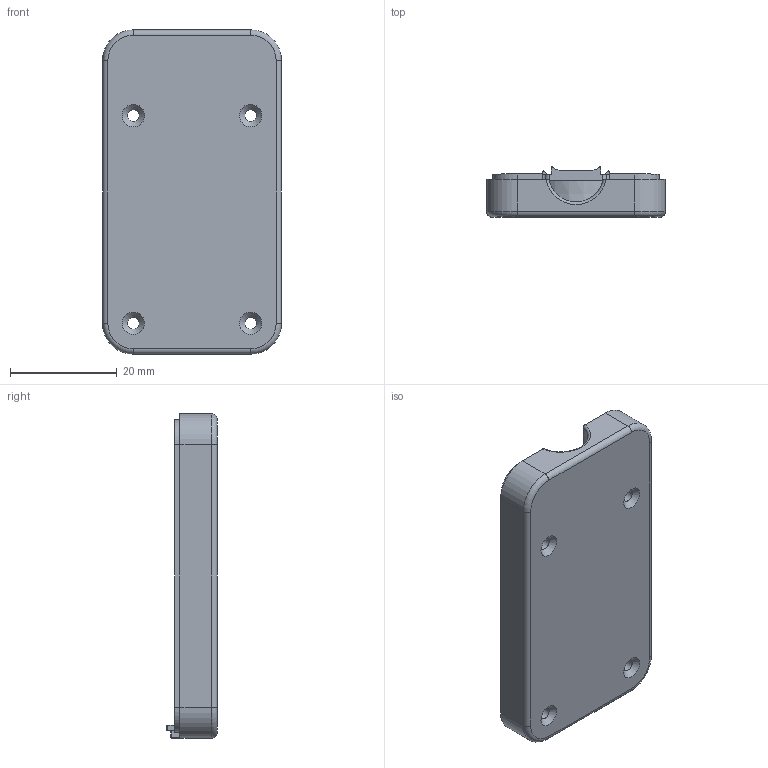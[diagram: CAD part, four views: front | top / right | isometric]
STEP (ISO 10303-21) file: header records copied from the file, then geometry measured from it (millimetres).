
FILE_DESCRIPTION(/* description */ (''),/* implementation_level */ '2;1');
FILE_NAME(/* name */ 'Bottom.step',/* time_stamp */ '2023-01-04T01:33:41-08:00',/* author */ (''),/* organization */ (''),/* preprocessor_version */ 'ST-DEVELOPER v19.2',/* originating_system */ 'Autodesk Translation Framework v11.17.0.187',/* authorisation */ '');
FILE_SCHEMA (('AUTOMOTIVE_DESIGN { 1 0 10303 214 3 1 1 }'));
Length unit declared in the file: millimetre
Products named in the file (1): Bottom
Bounding box: 33.6 x 9.44 x 60.9 mm (x, y, z)
Volume: 7034.7 mm3; surface area: 7518 mm2
Topology: 1 solids, 1 shells, 148 faces, 378 edges, 238 vertices
Faces by surface type: plane 58, cylinder 55, cone 14, torus 11, sphere 8, bspline 2
Full cylindrical faces by diameter (mm): 2.2 x4
Entity records: 4596 total; most frequent: DIRECTION 833, CARTESIAN_POINT 827, ORIENTED_EDGE 756, EDGE_CURVE 378, AXIS2_PLACEMENT_3D 311, VERTEX_POINT 238, LINE 211, VECTOR 211
